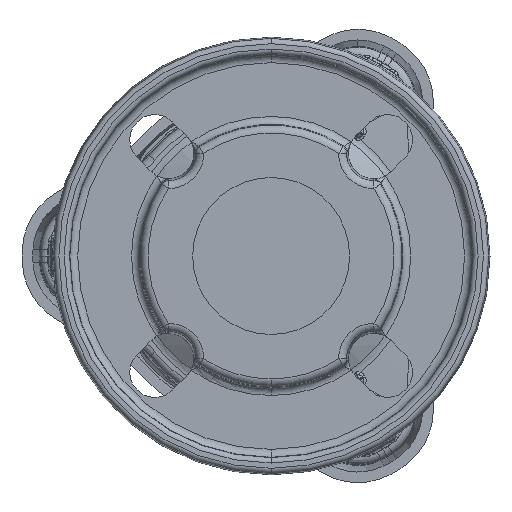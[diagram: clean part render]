
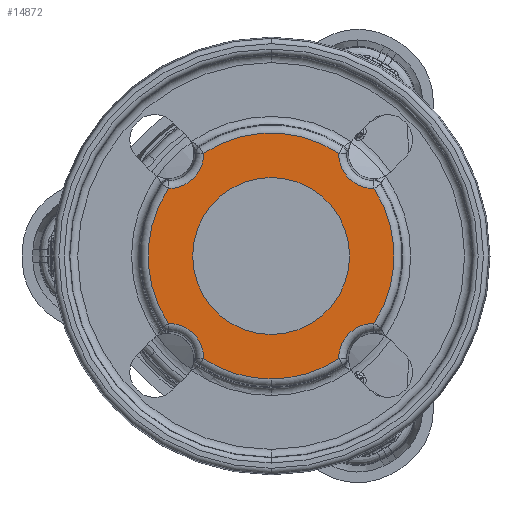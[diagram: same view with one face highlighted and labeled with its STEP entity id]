
A CAD part, left-side view. The second image highlights one B-rep face of the part: STEP entity #14872.
In plain terms, the highlighted planar face has unit normal (-1, 0, 0).
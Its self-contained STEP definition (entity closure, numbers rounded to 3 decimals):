
#32 = VERTEX_POINT ( 'NONE', #1727 ) ;
#1665 = CIRCLE ( 'NONE', #144750, 13.252 ) ;
#1727 = CARTESIAN_POINT ( 'NONE',  ( 0., -25.639, -39.035 ) ) ;
#3395 = DIRECTION ( 'NONE',  ( 0., 0., -1. ) ) ;
#3456 = CARTESIAN_POINT ( 'NONE',  ( 0., -25.639, 39.035 ) ) ;
#3754 = CIRCLE ( 'NONE', #150895, 46.702 ) ;
#4216 = CARTESIAN_POINT ( 'NONE',  ( 0., 0., 0. ) ) ;
#5213 = ORIENTED_EDGE ( 'NONE', *, *, #27079, .T. ) ;
#6084 = DIRECTION ( 'NONE',  ( 1., 0., 0. ) ) ;
#6260 = DIRECTION ( 'NONE',  ( -1., 0., 0. ) ) ;
#8280 = ORIENTED_EDGE ( 'NONE', *, *, #49181, .T. ) ;
#8783 = EDGE_CURVE ( 'NONE', #10719, #114079, #72361, .T. ) ;
#10719 = VERTEX_POINT ( 'NONE', #35889 ) ;
#10865 = EDGE_CURVE ( 'NONE', #137656, #69487, #67454, .T. ) ;
#11377 = AXIS2_PLACEMENT_3D ( 'NONE', #151208, #90139, #26977 ) ;
#13208 = DIRECTION ( 'NONE',  ( 0., 0., -1. ) ) ;
#14872 = ADVANCED_FACE ( 'NONE', ( #159105, #139899 ), #41751, .F. ) ;
#15001 = CARTESIAN_POINT ( 'NONE',  ( 0., 38.891, 38.891 ) ) ;
#15243 = DIRECTION ( 'NONE',  ( 0., 0., 1. ) ) ;
#18440 = DIRECTION ( 'NONE',  ( 0., 0., -1. ) ) ;
#20132 = VERTEX_POINT ( 'NONE', #75244 ) ;
#21273 = AXIS2_PLACEMENT_3D ( 'NONE', #21490, #133472, #57883 ) ;
#21490 = CARTESIAN_POINT ( 'NONE',  ( 0., -38.891, 38.891 ) ) ;
#21598 = CIRCLE ( 'NONE', #21273, 13.252 ) ;
#24279 = CARTESIAN_POINT ( 'NONE',  ( 0., 0., 0. ) ) ;
#25749 = DIRECTION ( 'NONE',  ( 0., 0., -1. ) ) ;
#26853 = EDGE_CURVE ( 'NONE', #32, #118587, #1665, .T. ) ;
#26977 = DIRECTION ( 'NONE',  ( 0., 0., -1. ) ) ;
#27079 = EDGE_CURVE ( 'NONE', #118587, #79950, #143541, .T. ) ;
#29742 = DIRECTION ( 'NONE',  ( 0., 0., 1. ) ) ;
#30967 = DIRECTION ( 'NONE',  ( 0., 0., -1. ) ) ;
#35209 = CARTESIAN_POINT ( 'NONE',  ( 0., -38.891, 25.639 ) ) ;
#35236 = CIRCLE ( 'NONE', #39229, 13.252 ) ;
#35889 = CARTESIAN_POINT ( 'NONE',  ( 0., 39.035, -25.639 ) ) ;
#38705 = DIRECTION ( 'NONE',  ( 0., 0., -1. ) ) ;
#39229 = AXIS2_PLACEMENT_3D ( 'NONE', #100320, #49982, #38705 ) ;
#39893 = DIRECTION ( 'NONE',  ( -1., 0., 0. ) ) ;
#40899 = DIRECTION ( 'NONE',  ( 1., 0., 0. ) ) ;
#41751 = PLANE ( 'NONE',  #122998 ) ;
#41827 = CIRCLE ( 'NONE', #55604, 29.805 ) ;
#42750 = CARTESIAN_POINT ( 'NONE',  ( 0., 0., 0. ) ) ;
#45600 = EDGE_LOOP ( 'NONE', ( #68960, #100251, #96013, #69037, #69259, #5213, #53393, #150705, #75951, #8280, #66396 ) ) ;
#47953 = VERTEX_POINT ( 'NONE', #35209 ) ;
#48980 = EDGE_CURVE ( 'NONE', #83716, #62412, #137048, .T. ) ;
#49181 = EDGE_CURVE ( 'NONE', #69487, #20132, #35236, .T. ) ;
#49982 = DIRECTION ( 'NONE',  ( 1., 0., 0. ) ) ;
#51046 = CARTESIAN_POINT ( 'NONE',  ( 0., 0., 0. ) ) ;
#52489 = DIRECTION ( 'NONE',  ( 1., 0., 0. ) ) ;
#53393 = ORIENTED_EDGE ( 'NONE', *, *, #146284, .T. ) ;
#55604 = AXIS2_PLACEMENT_3D ( 'NONE', #99925, #39893, #15243 ) ;
#57237 = CARTESIAN_POINT ( 'NONE',  ( 0., 0., -46.702 ) ) ;
#57883 = DIRECTION ( 'NONE',  ( 0., 0., -1. ) ) ;
#58263 = EDGE_CURVE ( 'NONE', #123079, #32, #3754, .T. ) ;
#58813 = AXIS2_PLACEMENT_3D ( 'NONE', #123132, #109720, #13208 ) ;
#59992 = CIRCLE ( 'NONE', #97570, 13.252 ) ;
#60709 = DIRECTION ( 'NONE',  ( 0., 0., -1. ) ) ;
#62412 = VERTEX_POINT ( 'NONE', #98451 ) ;
#63239 = VERTEX_POINT ( 'NONE', #77378 ) ;
#66396 = ORIENTED_EDGE ( 'NONE', *, *, #113185, .T. ) ;
#67454 = CIRCLE ( 'NONE', #58813, 46.702 ) ;
#68711 = CARTESIAN_POINT ( 'NONE',  ( 0., -38.891, 38.891 ) ) ;
#68960 = ORIENTED_EDGE ( 'NONE', *, *, #89791, .T. ) ;
#69037 = ORIENTED_EDGE ( 'NONE', *, *, #58263, .T. ) ;
#69259 = ORIENTED_EDGE ( 'NONE', *, *, #26853, .T. ) ;
#69487 = VERTEX_POINT ( 'NONE', #141587 ) ;
#72361 = CIRCLE ( 'NONE', #137756, 13.252 ) ;
#75244 = CARTESIAN_POINT ( 'NONE',  ( 0., 38.891, 25.639 ) ) ;
#75951 = ORIENTED_EDGE ( 'NONE', *, *, #10865, .T. ) ;
#77378 = CARTESIAN_POINT ( 'NONE',  ( 0., 39.035, 25.639 ) ) ;
#77966 = CARTESIAN_POINT ( 'NONE',  ( 0., 0., 0. ) ) ;
#79950 = VERTEX_POINT ( 'NONE', #124535 ) ;
#83716 = VERTEX_POINT ( 'NONE', #155147 ) ;
#87486 = DIRECTION ( 'NONE',  ( 0., 0., -1. ) ) ;
#89791 = EDGE_CURVE ( 'NONE', #63239, #10719, #90705, .T. ) ;
#90139 = DIRECTION ( 'NONE',  ( -1., 0., 0. ) ) ;
#90705 = CIRCLE ( 'NONE', #124351, 46.702 ) ;
#90919 = EDGE_CURVE ( 'NONE', #114079, #123079, #98039, .T. ) ;
#96013 = ORIENTED_EDGE ( 'NONE', *, *, #90919, .T. ) ;
#97570 = AXIS2_PLACEMENT_3D ( 'NONE', #68711, #118110, #18440 ) ;
#97692 = DIRECTION ( 'NONE',  ( -1., 0., 0. ) ) ;
#98039 = CIRCLE ( 'NONE', #11377, 46.702 ) ;
#98451 = CARTESIAN_POINT ( 'NONE',  ( 0., 0., 29.805 ) ) ;
#99925 = CARTESIAN_POINT ( 'NONE',  ( 0., 0., 0. ) ) ;
#100251 = ORIENTED_EDGE ( 'NONE', *, *, #8783, .T. ) ;
#100320 = CARTESIAN_POINT ( 'NONE',  ( 0., 38.891, 38.891 ) ) ;
#103341 = DIRECTION ( 'NONE',  ( 1., 0., 0. ) ) ;
#104175 = CARTESIAN_POINT ( 'NONE',  ( 0., -38.891, -38.891 ) ) ;
#106743 = AXIS2_PLACEMENT_3D ( 'NONE', #51046, #112181, #87486 ) ;
#109720 = DIRECTION ( 'NONE',  ( -1., 0., 0. ) ) ;
#112181 = DIRECTION ( 'NONE',  ( -1., 0., 0. ) ) ;
#113185 = EDGE_CURVE ( 'NONE', #20132, #63239, #145094, .T. ) ;
#113324 = CARTESIAN_POINT ( 'NONE',  ( 0., 38.891, -38.891 ) ) ;
#114079 = VERTEX_POINT ( 'NONE', #115874 ) ;
#114141 = DIRECTION ( 'NONE',  ( 0., 0., -1. ) ) ;
#114999 = EDGE_CURVE ( 'NONE', #47953, #137656, #59992, .T. ) ;
#115874 = CARTESIAN_POINT ( 'NONE',  ( 0., 25.639, -39.035 ) ) ;
#118110 = DIRECTION ( 'NONE',  ( 1., 0., 0. ) ) ;
#118587 = VERTEX_POINT ( 'NONE', #129975 ) ;
#120997 = AXIS2_PLACEMENT_3D ( 'NONE', #15001, #52489, #25749 ) ;
#121198 = ORIENTED_EDGE ( 'NONE', *, *, #48980, .F. ) ;
#122998 = AXIS2_PLACEMENT_3D ( 'NONE', #4216, #103341, #114141 ) ;
#123079 = VERTEX_POINT ( 'NONE', #57237 ) ;
#123132 = CARTESIAN_POINT ( 'NONE',  ( 0., 0., 0. ) ) ;
#124351 = AXIS2_PLACEMENT_3D ( 'NONE', #42750, #6260, #30967 ) ;
#124535 = CARTESIAN_POINT ( 'NONE',  ( 0., -39.035, 25.639 ) ) ;
#126549 = AXIS2_PLACEMENT_3D ( 'NONE', #77966, #141140, #29742 ) ;
#129975 = CARTESIAN_POINT ( 'NONE',  ( 0., -39.035, -25.639 ) ) ;
#131311 = EDGE_LOOP ( 'NONE', ( #147600, #121198 ) ) ;
#133472 = DIRECTION ( 'NONE',  ( 1., 0., 0. ) ) ;
#137048 = CIRCLE ( 'NONE', #126549, 29.805 ) ;
#137656 = VERTEX_POINT ( 'NONE', #3456 ) ;
#137756 = AXIS2_PLACEMENT_3D ( 'NONE', #113324, #40899, #3395 ) ;
#139899 = FACE_OUTER_BOUND ( 'NONE', #45600, .T. ) ;
#141140 = DIRECTION ( 'NONE',  ( -1., 0., 0. ) ) ;
#141587 = CARTESIAN_POINT ( 'NONE',  ( 0., 25.639, 39.035 ) ) ;
#142697 = DIRECTION ( 'NONE',  ( 0., 0., -1. ) ) ;
#143541 = CIRCLE ( 'NONE', #106743, 46.702 ) ;
#144750 = AXIS2_PLACEMENT_3D ( 'NONE', #104175, #6084, #142697 ) ;
#145094 = CIRCLE ( 'NONE', #120997, 13.252 ) ;
#146284 = EDGE_CURVE ( 'NONE', #79950, #47953, #21598, .T. ) ;
#147600 = ORIENTED_EDGE ( 'NONE', *, *, #150034, .F. ) ;
#150034 = EDGE_CURVE ( 'NONE', #62412, #83716, #41827, .T. ) ;
#150705 = ORIENTED_EDGE ( 'NONE', *, *, #114999, .T. ) ;
#150895 = AXIS2_PLACEMENT_3D ( 'NONE', #24279, #97692, #60709 ) ;
#151208 = CARTESIAN_POINT ( 'NONE',  ( 0., 0., 0. ) ) ;
#155147 = CARTESIAN_POINT ( 'NONE',  ( 0., 0., -29.805 ) ) ;
#159105 = FACE_BOUND ( 'NONE', #131311, .T. ) ;
